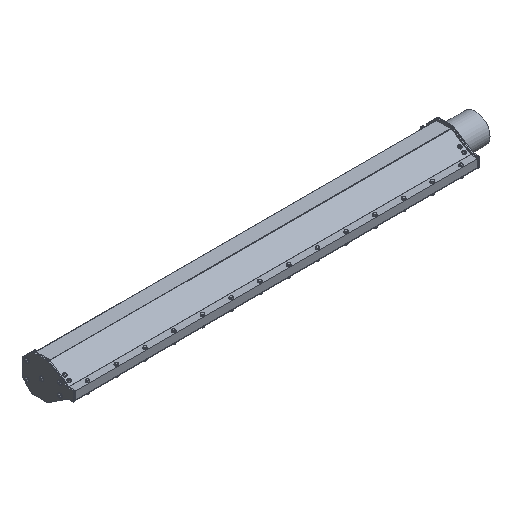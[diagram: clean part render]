
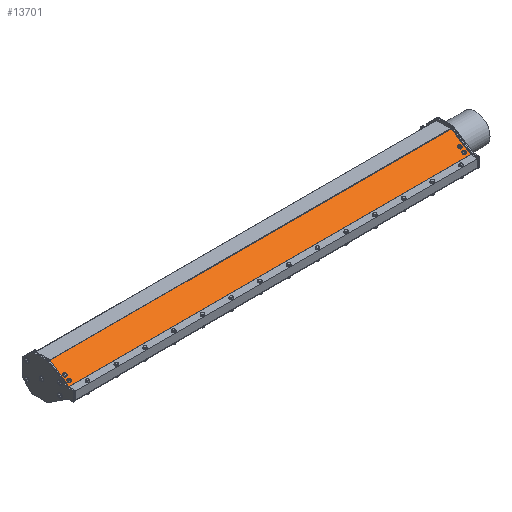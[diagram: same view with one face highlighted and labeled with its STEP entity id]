
A CAD part, isometric view. The second image highlights one B-rep face of the part: STEP entity #13701.
In plain terms, the highlighted planar face has unit normal (0, -0.537, 0.843).
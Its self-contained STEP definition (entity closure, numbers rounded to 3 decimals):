
#446=FACE_BOUND('',#4293,.T.);
#447=FACE_BOUND('',#4294,.T.);
#448=FACE_BOUND('',#4295,.T.);
#449=FACE_BOUND('',#4296,.T.);
#740=PLANE('',#14874);
#2205=CIRCLE('',#14606,0.177);
#2210=CIRCLE('',#14616,0.177);
#2225=CIRCLE('',#14646,0.177);
#2230=CIRCLE('',#14656,0.177);
#3221=FACE_OUTER_BOUND('',#4292,.T.);
#4292=EDGE_LOOP('',(#10618,#10619,#10620,#10621));
#4293=EDGE_LOOP('',(#10622));
#4294=EDGE_LOOP('',(#10623));
#4295=EDGE_LOOP('',(#10624));
#4296=EDGE_LOOP('',(#10625));
#5415=LINE('',#75152,#5955);
#5422=LINE('',#75197,#5962);
#5425=LINE('',#75202,#5965);
#5426=LINE('',#75203,#5966);
#5955=VECTOR('',#17136,0.394);
#5962=VECTOR('',#17179,0.394);
#5965=VECTOR('',#17186,0.394);
#5966=VECTOR('',#17187,0.394);
#6654=VERTEX_POINT('',#74514);
#6659=VERTEX_POINT('',#74529);
#6674=VERTEX_POINT('',#74574);
#6679=VERTEX_POINT('',#74589);
#6870=VERTEX_POINT('',#75148);
#6871=VERTEX_POINT('',#75150);
#6890=VERTEX_POINT('',#75193);
#6891=VERTEX_POINT('',#75195);
#8008=EDGE_CURVE('',#6654,#6654,#2205,.T.);
#8013=EDGE_CURVE('',#6659,#6659,#2210,.T.);
#8028=EDGE_CURVE('',#6674,#6674,#2225,.T.);
#8033=EDGE_CURVE('',#6679,#6679,#2230,.T.);
#8295=EDGE_CURVE('',#6871,#6870,#5415,.T.);
#8318=EDGE_CURVE('',#6891,#6890,#5422,.T.);
#8321=EDGE_CURVE('',#6870,#6891,#5425,.T.);
#8322=EDGE_CURVE('',#6890,#6871,#5426,.T.);
#10618=ORIENTED_EDGE('',*,*,#8318,.F.);
#10619=ORIENTED_EDGE('',*,*,#8321,.F.);
#10620=ORIENTED_EDGE('',*,*,#8295,.F.);
#10621=ORIENTED_EDGE('',*,*,#8322,.F.);
#10622=ORIENTED_EDGE('',*,*,#8008,.F.);
#10623=ORIENTED_EDGE('',*,*,#8013,.F.);
#10624=ORIENTED_EDGE('',*,*,#8028,.F.);
#10625=ORIENTED_EDGE('',*,*,#8033,.F.);
#13701=ADVANCED_FACE('',(#3221,#446,#447,#448,#449),#740,.T.);
#14606=AXIS2_PLACEMENT_3D('',#74515,#16467,#16468);
#14616=AXIS2_PLACEMENT_3D('',#74530,#16487,#16488);
#14646=AXIS2_PLACEMENT_3D('',#74575,#16547,#16548);
#14656=AXIS2_PLACEMENT_3D('',#74590,#16567,#16568);
#14874=AXIS2_PLACEMENT_3D('',#75201,#17184,#17185);
#16467=DIRECTION('center_axis',(0.,-0.537,
0.843));
#16468=DIRECTION('ref_axis',(-0.301,0.804,0.512));
#16487=DIRECTION('center_axis',(0.,-0.537,
0.843));
#16488=DIRECTION('ref_axis',(0.191,0.828,0.527));
#16547=DIRECTION('center_axis',(0.,-0.537,
0.843));
#16548=DIRECTION('ref_axis',(-0.9,0.367,0.234));
#16567=DIRECTION('center_axis',(0.,-0.537,
0.843));
#16568=DIRECTION('ref_axis',(0.985,0.145,0.092));
#17136=DIRECTION('',(1.,0.,0.));
#17179=DIRECTION('',(-1.,0.,0.));
#17184=DIRECTION('center_axis',(0.,-0.537,
0.843));
#17185=DIRECTION('ref_axis',(0.,-0.843,-0.537));
#17186=DIRECTION('',(0.,-0.843,-0.537));
#17187=DIRECTION('',(0.,0.843,0.537));
#74514=CARTESIAN_POINT('',(26.266,-1.802,-0.649));
#74515=CARTESIAN_POINT('Origin',(26.213,-1.659,-0.558));
#74529=CARTESIAN_POINT('',(-15.071,-1.806,-0.652));
#74530=CARTESIAN_POINT('Origin',(-15.037,-1.659,-0.558));
#74574=CARTESIAN_POINT('',(-14.878,-1.276,-0.314));
#74575=CARTESIAN_POINT('Origin',(-15.037,-1.21,-0.272));
#74589=CARTESIAN_POINT('',(26.038,-1.236,-0.289));
#74590=CARTESIAN_POINT('Origin',(26.213,-1.21,-0.272));
#75148=CARTESIAN_POINT('',(26.588,0.064,0.54));
#75150=CARTESIAN_POINT('',(-15.412,0.064,0.54));
#75152=CARTESIAN_POINT('',(-15.412,0.064,0.54));
#75193=CARTESIAN_POINT('',(-15.412,-1.986,-0.766));
#75195=CARTESIAN_POINT('',(26.588,-1.986,-0.766));
#75197=CARTESIAN_POINT('',(-15.412,-1.986,-0.766));
#75201=CARTESIAN_POINT('Origin',(-15.412,0.079,0.549));
#75202=CARTESIAN_POINT('',(26.588,-1.993,-0.771));
#75203=CARTESIAN_POINT('',(-15.412,-1.993,-0.771));
